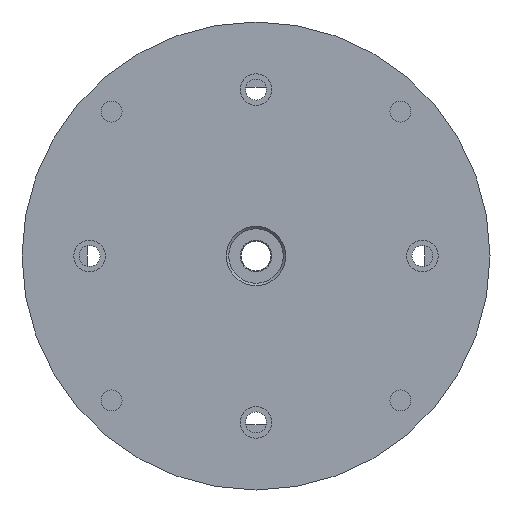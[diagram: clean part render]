
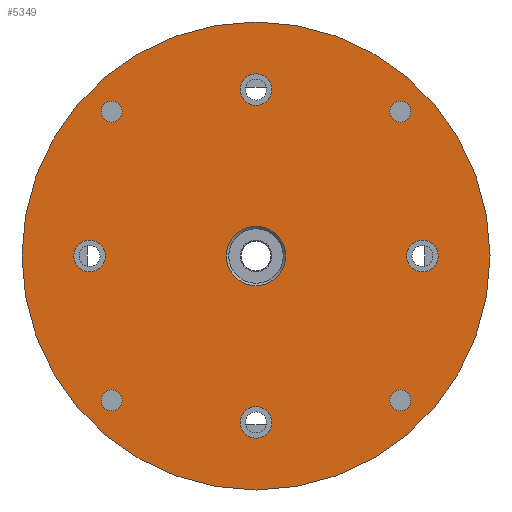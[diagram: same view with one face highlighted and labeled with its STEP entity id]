
A CAD part, front view. The second image highlights one B-rep face of the part: STEP entity #5349.
In plain terms, the highlighted planar face has unit normal (0, -1, 0).
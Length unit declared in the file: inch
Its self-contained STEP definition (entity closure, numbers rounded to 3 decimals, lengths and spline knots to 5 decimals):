
#12 = CARTESIAN_POINT ( 'NONE',  ( 0., 0., 0. ) ) ;
#40 = CIRCLE ( 'NONE', #3244, 0.133 ) ;
#150 = CARTESIAN_POINT ( 'NONE',  ( 0., 0., -1.267 ) ) ;
#156 = CARTESIAN_POINT ( 'NONE',  ( -1.21517, 0., 1.21517 ) ) ;
#159 = EDGE_LOOP ( 'NONE', ( #6831 ) ) ;
#193 = VERTEX_POINT ( 'NONE', #150 ) ;
#246 = ORIENTED_EDGE ( 'NONE', *, *, #7103, .T. ) ;
#278 = AXIS2_PLACEMENT_3D ( 'NONE', #5892, #5759, #3831 ) ;
#317 = CARTESIAN_POINT ( 'NONE',  ( 0., 0., 1.533 ) ) ;
#321 = EDGE_CURVE ( 'NONE', #6313, #6313, #40, .T. ) ;
#397 = CARTESIAN_POINT ( 'NONE',  ( -1.4, 0., 0.133 ) ) ;
#406 = FACE_BOUND ( 'NONE', #8479, .T. ) ;
#440 = EDGE_LOOP ( 'NONE', ( #5168 ) ) ;
#586 = DIRECTION ( 'NONE',  ( 0., 0., 1. ) ) ;
#638 = DIRECTION ( 'NONE',  ( 0., 0., 1. ) ) ;
#686 = EDGE_CURVE ( 'NONE', #193, #193, #8286, .T. ) ;
#687 = EDGE_CURVE ( 'NONE', #5607, #5607, #7749, .T. ) ;
#752 = CIRCLE ( 'NONE', #4391, 1.9685 ) ;
#896 = CIRCLE ( 'NONE', #2447, 0.133 ) ;
#951 = CARTESIAN_POINT ( 'NONE',  ( 1.21517, 0., -1.12667 ) ) ;
#976 = ORIENTED_EDGE ( 'NONE', *, *, #2575, .T. ) ;
#997 = AXIS2_PLACEMENT_3D ( 'NONE', #2264, #4178, #2350 ) ;
#1194 = PLANE ( 'NONE',  #7474 ) ;
#1229 = EDGE_LOOP ( 'NONE', ( #8464 ) ) ;
#1290 = DIRECTION ( 'NONE',  ( 0., 1., 0. ) ) ;
#1313 = ORIENTED_EDGE ( 'NONE', *, *, #1369, .T. ) ;
#1369 = EDGE_CURVE ( 'NONE', #5869, #5869, #8194, .T. ) ;
#1731 = FACE_BOUND ( 'NONE', #159, .T. ) ;
#1804 = VERTEX_POINT ( 'NONE', #397 ) ;
#1813 = FACE_BOUND ( 'NONE', #4440, .T. ) ;
#2074 = EDGE_CURVE ( 'NONE', #1804, #1804, #896, .T. ) ;
#2084 = DIRECTION ( 'NONE',  ( 0., 0., 1. ) ) ;
#2264 = CARTESIAN_POINT ( 'NONE',  ( 0., 0., -1.4 ) ) ;
#2350 = DIRECTION ( 'NONE',  ( 0., 0., 1. ) ) ;
#2447 = AXIS2_PLACEMENT_3D ( 'NONE', #5395, #4726, #7430 ) ;
#2575 = EDGE_CURVE ( 'NONE', #5161, #5161, #6070, .T. ) ;
#2601 = CARTESIAN_POINT ( 'NONE',  ( 1.4, 0., 0.133 ) ) ;
#2636 = EDGE_CURVE ( 'NONE', #6486, #6486, #752, .T. ) ;
#2828 = DIRECTION ( 'NONE',  ( 0., 0., 1. ) ) ;
#2869 = CARTESIAN_POINT ( 'NONE',  ( 1.4, 0., 0. ) ) ;
#2991 = EDGE_CURVE ( 'NONE', #4596, #4596, #7497, .T. ) ;
#3057 = CARTESIAN_POINT ( 'NONE',  ( 0., 0., 0.25 ) ) ;
#3159 = CARTESIAN_POINT ( 'NONE',  ( -1.21517, 0., -1.12667 ) ) ;
#3244 = AXIS2_PLACEMENT_3D ( 'NONE', #6814, #1290, #638 ) ;
#3499 = VERTEX_POINT ( 'NONE', #951 ) ;
#3607 = CARTESIAN_POINT ( 'NONE',  ( 1.21517, 0., 1.21517 ) ) ;
#3694 = FACE_BOUND ( 'NONE', #1229, .T. ) ;
#3831 = DIRECTION ( 'NONE',  ( 0., 0., 1. ) ) ;
#3865 = DIRECTION ( 'NONE',  ( 0., 0., 1. ) ) ;
#3978 = AXIS2_PLACEMENT_3D ( 'NONE', #2869, #4170, #6139 ) ;
#4170 = DIRECTION ( 'NONE',  ( 0., 1., 0. ) ) ;
#4178 = DIRECTION ( 'NONE',  ( 0., 1., 0. ) ) ;
#4280 = EDGE_LOOP ( 'NONE', ( #5798 ) ) ;
#4391 = AXIS2_PLACEMENT_3D ( 'NONE', #7436, #8090, #2084 ) ;
#4432 = EDGE_CURVE ( 'NONE', #3499, #3499, #7850, .T. ) ;
#4440 = EDGE_LOOP ( 'NONE', ( #7083 ) ) ;
#4473 = DIRECTION ( 'NONE',  ( 0., 1., 0. ) ) ;
#4493 = AXIS2_PLACEMENT_3D ( 'NONE', #3607, #4958, #6279 ) ;
#4596 = VERTEX_POINT ( 'NONE', #2601 ) ;
#4726 = DIRECTION ( 'NONE',  ( 0., 1., 0. ) ) ;
#4921 = AXIS2_PLACEMENT_3D ( 'NONE', #12, #6575, #5913 ) ;
#4958 = DIRECTION ( 'NONE',  ( 0., 1., 0. ) ) ;
#5039 = FACE_BOUND ( 'NONE', #7492, .T. ) ;
#5161 = VERTEX_POINT ( 'NONE', #3159 ) ;
#5168 = ORIENTED_EDGE ( 'NONE', *, *, #2636, .F. ) ;
#5171 = FACE_OUTER_BOUND ( 'NONE', #440, .T. ) ;
#5175 = ORIENTED_EDGE ( 'NONE', *, *, #686, .T. ) ;
#5349 = ADVANCED_FACE ( 'NONE', ( #5039, #3694, #7223, #7752, #6411, #1731, #406, #5750, #1813, #5171 ), #1194, .F. ) ;
#5395 = CARTESIAN_POINT ( 'NONE',  ( -1.4, 0., 0. ) ) ;
#5509 = AXIS2_PLACEMENT_3D ( 'NONE', #5930, #6098, #586 ) ;
#5607 = VERTEX_POINT ( 'NONE', #8179 ) ;
#5750 = FACE_BOUND ( 'NONE', #7311, .T. ) ;
#5759 = DIRECTION ( 'NONE',  ( 0., 1., 0. ) ) ;
#5784 = CARTESIAN_POINT ( 'NONE',  ( -1.21517, 0., 1.30367 ) ) ;
#5798 = ORIENTED_EDGE ( 'NONE', *, *, #687, .T. ) ;
#5831 = CARTESIAN_POINT ( 'NONE',  ( 0., 0., 1.9685 ) ) ;
#5838 = ORIENTED_EDGE ( 'NONE', *, *, #2991, .T. ) ;
#5869 = VERTEX_POINT ( 'NONE', #5784 ) ;
#5892 = CARTESIAN_POINT ( 'NONE',  ( 1.21517, 0., -1.21517 ) ) ;
#5913 = DIRECTION ( 'NONE',  ( 0., 0., 1. ) ) ;
#5930 = CARTESIAN_POINT ( 'NONE',  ( -1.21517, 0., -1.21517 ) ) ;
#6070 = CIRCLE ( 'NONE', #5509, 0.0885 ) ;
#6098 = DIRECTION ( 'NONE',  ( 0., 1., 0. ) ) ;
#6139 = DIRECTION ( 'NONE',  ( 0., 0., 1. ) ) ;
#6279 = DIRECTION ( 'NONE',  ( 0., 0., 1. ) ) ;
#6313 = VERTEX_POINT ( 'NONE', #317 ) ;
#6411 = FACE_BOUND ( 'NONE', #7553, .T. ) ;
#6474 = VERTEX_POINT ( 'NONE', #3057 ) ;
#6486 = VERTEX_POINT ( 'NONE', #5831 ) ;
#6522 = DIRECTION ( 'NONE',  ( 0., 1., 0. ) ) ;
#6575 = DIRECTION ( 'NONE',  ( 0., 1., 0. ) ) ;
#6610 = CIRCLE ( 'NONE', #4921, 0.25 ) ;
#6814 = CARTESIAN_POINT ( 'NONE',  ( 0., 0., 1.4 ) ) ;
#6831 = ORIENTED_EDGE ( 'NONE', *, *, #2074, .T. ) ;
#7083 = ORIENTED_EDGE ( 'NONE', *, *, #321, .T. ) ;
#7103 = EDGE_CURVE ( 'NONE', #6474, #6474, #6610, .T. ) ;
#7223 = FACE_BOUND ( 'NONE', #4280, .T. ) ;
#7311 = EDGE_LOOP ( 'NONE', ( #5838 ) ) ;
#7430 = DIRECTION ( 'NONE',  ( 0., 0., 1. ) ) ;
#7436 = CARTESIAN_POINT ( 'NONE',  ( 0., 0., 0. ) ) ;
#7474 = AXIS2_PLACEMENT_3D ( 'NONE', #8428, #4473, #3865 ) ;
#7492 = EDGE_LOOP ( 'NONE', ( #976 ) ) ;
#7497 = CIRCLE ( 'NONE', #3978, 0.133 ) ;
#7553 = EDGE_LOOP ( 'NONE', ( #246 ) ) ;
#7749 = CIRCLE ( 'NONE', #4493, 0.0885 ) ;
#7752 = FACE_BOUND ( 'NONE', #8161, .T. ) ;
#7850 = CIRCLE ( 'NONE', #278, 0.0885 ) ;
#8090 = DIRECTION ( 'NONE',  ( 0., 1., 0. ) ) ;
#8161 = EDGE_LOOP ( 'NONE', ( #1313 ) ) ;
#8179 = CARTESIAN_POINT ( 'NONE',  ( 1.21517, 0., 1.30367 ) ) ;
#8194 = CIRCLE ( 'NONE', #8451, 0.0885 ) ;
#8286 = CIRCLE ( 'NONE', #997, 0.133 ) ;
#8428 = CARTESIAN_POINT ( 'NONE',  ( 0., 0., 0. ) ) ;
#8451 = AXIS2_PLACEMENT_3D ( 'NONE', #156, #6522, #2828 ) ;
#8464 = ORIENTED_EDGE ( 'NONE', *, *, #4432, .T. ) ;
#8479 = EDGE_LOOP ( 'NONE', ( #5175 ) ) ;
